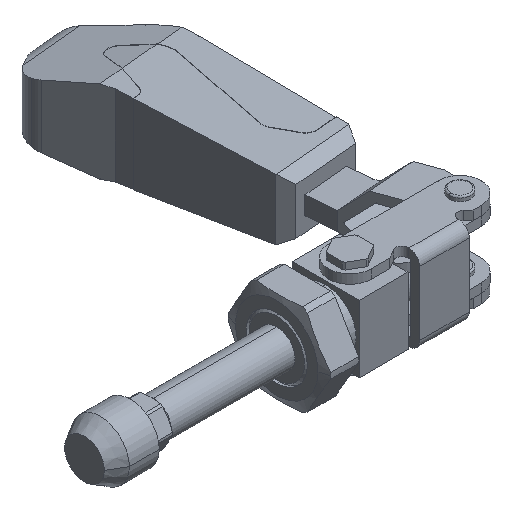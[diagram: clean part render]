
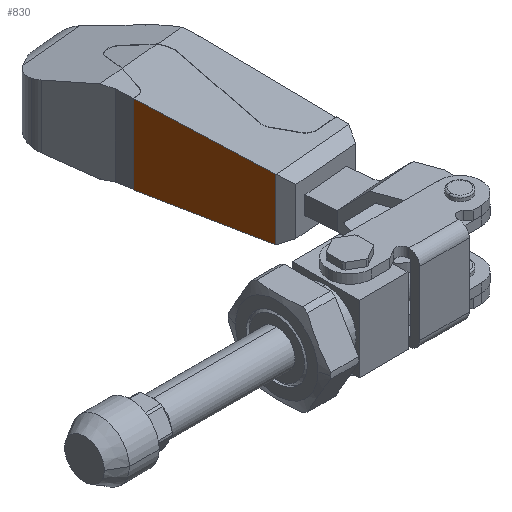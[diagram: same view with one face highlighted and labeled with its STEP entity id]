
A CAD part, isometric view. The second image highlights one B-rep face of the part: STEP entity #830.
In plain terms, the highlighted planar face has unit normal (-0.994, -0.113, 0).
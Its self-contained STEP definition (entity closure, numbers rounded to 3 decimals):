
#830=ADVANCED_FACE('NONE',(#1744),#1745,.F.);
#1744=FACE_OUTER_BOUND('',#2998,.T.);
#1745=PLANE('',#2999);
#2998=EDGE_LOOP('',(#5365,#5366,#5367,#5368));
#2999=AXIS2_PLACEMENT_3D('',#5369,#5370,#5371);
#5365=ORIENTED_EDGE('',*,*,#6801,.T.);
#5366=ORIENTED_EDGE('',*,*,#6876,.F.);
#5367=ORIENTED_EDGE('',*,*,#6819,.T.);
#5368=ORIENTED_EDGE('',*,*,#6877,.F.);
#5369=CARTESIAN_POINT('',(23.071,39.516,-15.5));
#5370=DIRECTION('',(0.994,0.113,0.0));
#5371=DIRECTION('',(0.0,0.0,-1.0));
#6801=EDGE_CURVE('NONE',#8290,#8288,#8291,.T.);
#6819=EDGE_CURVE('NONE',#8319,#8317,#8320,.T.);
#6876=EDGE_CURVE('NONE',#8319,#8288,#8400,.T.);
#6877=EDGE_CURVE('NONE',#8290,#8317,#8401,.T.);
#8288=VERTEX_POINT('NONE',#10787);
#8290=VERTEX_POINT('NONE',#10790);
#8291=LINE('',#10791,#10792);
#8317=VERTEX_POINT('NONE',#10850);
#8319=VERTEX_POINT('NONE',#10853);
#8320=LINE('',#10854,#10855);
#8400=LINE('',#11073,#11074);
#8401=LINE('',#11075,#11076);
#10787=CARTESIAN_POINT('',(18.307,81.325,12.954));
#10790=CARTESIAN_POINT('',(23.071,39.516,10.012));
#10791=CARTESIAN_POINT('',(23.071,39.516,10.012));
#10792=VECTOR('',#12487,1000.0);
#10850=CARTESIAN_POINT('',(23.071,39.516,-10.012));
#10853=CARTESIAN_POINT('',(18.307,81.325,-12.954));
#10854=CARTESIAN_POINT('',(18.307,81.325,-12.954));
#10855=VECTOR('',#12501,1000.0);
#11073=CARTESIAN_POINT('',(18.307,81.325,-15.5));
#11074=VECTOR('',#12530,1000.0);
#11075=CARTESIAN_POINT('',(23.071,39.516,-15.5));
#11076=VECTOR('',#12531,1000.0);
#12487=DIRECTION('',(-0.113,0.991,0.07));
#12501=DIRECTION('',(0.113,-0.991,0.07));
#12530=DIRECTION('',(0.0,-0.0,1.0));
#12531=DIRECTION('',(-0.0,0.0,-1.0));
